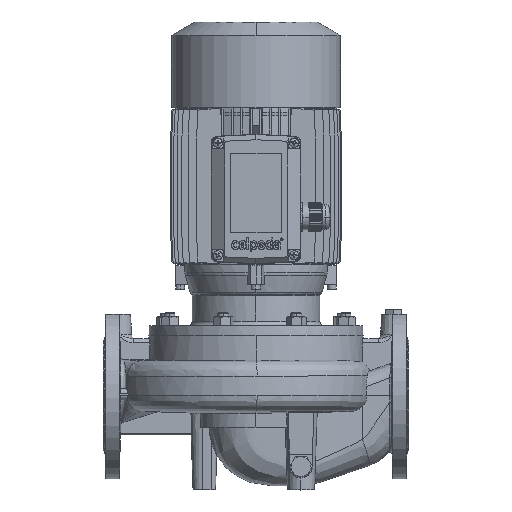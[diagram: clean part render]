
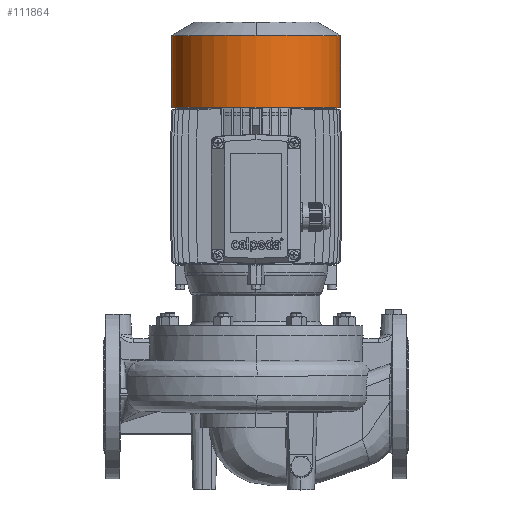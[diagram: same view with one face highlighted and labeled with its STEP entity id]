
A CAD part, top view. The second image highlights one B-rep face of the part: STEP entity #111864.
In plain terms, the highlighted cylindrical face has radius 94 mm (diameter 188 mm), a partial arc.
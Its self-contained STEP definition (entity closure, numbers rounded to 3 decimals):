
#241 = CARTESIAN_POINT ( 'NONE',  ( -88.5, -31.682, 333.987 ) ) ;
#10567 = VERTEX_POINT ( 'NONE', #57865 ) ;
#12251 = CARTESIAN_POINT ( 'NONE',  ( 0., 0., 253.998 ) ) ;
#12795 = CIRCLE ( 'NONE', #39310, 94. ) ;
#16938 = ORIENTED_EDGE ( 'NONE', *, *, #48826, .T. ) ;
#20934 = VERTEX_POINT ( 'NONE', #131758 ) ;
#23112 = ORIENTED_EDGE ( 'NONE', *, *, #54775, .T. ) ;
#24917 = VECTOR ( 'NONE', #102465, 1000. ) ;
#33894 = CIRCLE ( 'NONE', #89115, 94. ) ;
#37001 = CARTESIAN_POINT ( 'NONE',  ( -88.5, 31.682, 253.998 ) ) ;
#38735 = DIRECTION ( 'NONE',  ( -1., 0., 0. ) ) ;
#39310 = AXIS2_PLACEMENT_3D ( 'NONE', #51154, #111995, #38735 ) ;
#46840 = EDGE_CURVE ( 'NONE', #128116, #10567, #93481, .T. ) ;
#48826 = EDGE_CURVE ( 'NONE', #110044, #128116, #33894, .T. ) ;
#50570 = LINE ( 'NONE', #71988, #55038 ) ;
#51154 = CARTESIAN_POINT ( 'NONE',  ( 0., 0., 333.987 ) ) ;
#53536 = FACE_OUTER_BOUND ( 'NONE', #72854, .T. ) ;
#54206 = DIRECTION ( 'NONE',  ( 0., 0., -1. ) ) ;
#54413 = DIRECTION ( 'NONE',  ( 0., 0., 1. ) ) ;
#54775 = EDGE_CURVE ( 'NONE', #10567, #122925, #96334, .T. ) ;
#55038 = VECTOR ( 'NONE', #93404, 1000. ) ;
#57318 = ORIENTED_EDGE ( 'NONE', *, *, #59454, .T. ) ;
#57865 = CARTESIAN_POINT ( 'NONE',  ( -88.5, -31.682, 253.998 ) ) ;
#59454 = EDGE_CURVE ( 'NONE', #20934, #110044, #12795, .T. ) ;
#60164 = AXIS2_PLACEMENT_3D ( 'NONE', #94994, #54206, #84603 ) ;
#62098 = DIRECTION ( 'NONE',  ( 0., 0., -1. ) ) ;
#63188 = AXIS2_PLACEMENT_3D ( 'NONE', #12251, #54413, #96549 ) ;
#64748 = ORIENTED_EDGE ( 'NONE', *, *, #73101, .T. ) ;
#65916 = CYLINDRICAL_SURFACE ( 'NONE', #60164, 94. ) ;
#70175 = ORIENTED_EDGE ( 'NONE', *, *, #46840, .T. ) ;
#71988 = CARTESIAN_POINT ( 'NONE',  ( -88.5, 31.682, 333.987 ) ) ;
#72298 = CARTESIAN_POINT ( 'NONE',  ( 94., 0., 333.987 ) ) ;
#72854 = EDGE_LOOP ( 'NONE', ( #70175, #23112, #64748, #57318, #16938 ) ) ;
#73101 = EDGE_CURVE ( 'NONE', #122925, #20934, #50570, .T. ) ;
#84603 = DIRECTION ( 'NONE',  ( -1., 0., 0. ) ) ;
#89115 = AXIS2_PLACEMENT_3D ( 'NONE', #104934, #62098, #113247 ) ;
#93404 = DIRECTION ( 'NONE',  ( 0., 0., 1. ) ) ;
#93481 = LINE ( 'NONE', #94866, #24917 ) ;
#94866 = CARTESIAN_POINT ( 'NONE',  ( -88.5, -31.682, 333.987 ) ) ;
#94994 = CARTESIAN_POINT ( 'NONE',  ( 0., 0., 333.987 ) ) ;
#96334 = CIRCLE ( 'NONE', #63188, 94. ) ;
#96549 = DIRECTION ( 'NONE',  ( -1., 0., 0. ) ) ;
#102465 = DIRECTION ( 'NONE',  ( 0., 0., -1. ) ) ;
#104934 = CARTESIAN_POINT ( 'NONE',  ( 0., 0., 333.987 ) ) ;
#110044 = VERTEX_POINT ( 'NONE', #72298 ) ;
#111864 = ADVANCED_FACE ( 'NONE', ( #53536 ), #65916, .T. ) ;
#111995 = DIRECTION ( 'NONE',  ( 0., 0., -1. ) ) ;
#113247 = DIRECTION ( 'NONE',  ( -1., 0., 0. ) ) ;
#122925 = VERTEX_POINT ( 'NONE', #37001 ) ;
#128116 = VERTEX_POINT ( 'NONE', #241 ) ;
#131758 = CARTESIAN_POINT ( 'NONE',  ( -88.5, 31.682, 333.987 ) ) ;
